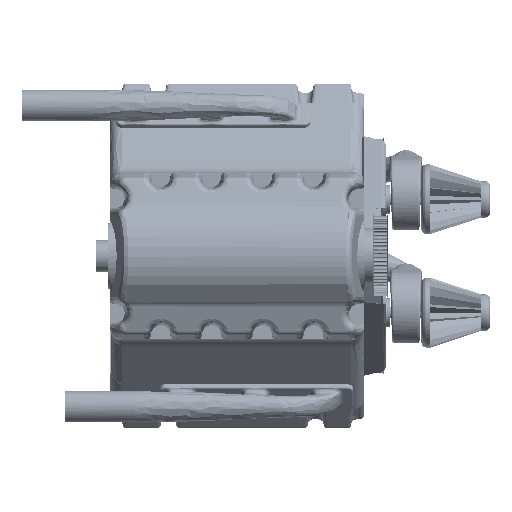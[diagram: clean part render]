
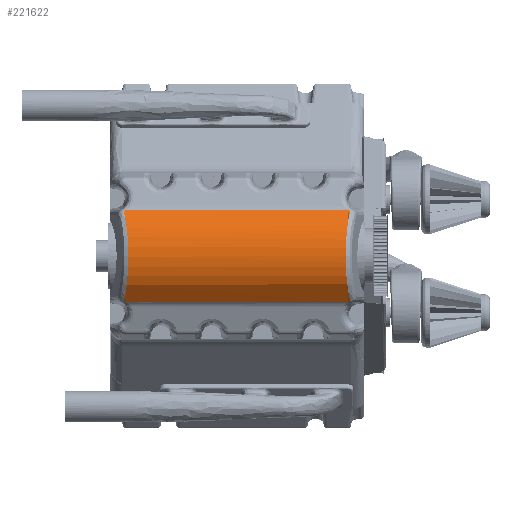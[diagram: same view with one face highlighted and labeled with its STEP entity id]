
A CAD part, front view. The second image highlights one B-rep face of the part: STEP entity #221622.
In plain terms, the highlighted free-form (B-spline) face has degree [2, 1] with [3, 2] control points.
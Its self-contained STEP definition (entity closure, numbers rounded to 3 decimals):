
#218917 = EDGE_CURVE('',#218918,#218920,#218922,.T.);
#218918 = VERTEX_POINT('',#218919);
#218919 = CARTESIAN_POINT('',(300.011,-186.468,
    0.));
#218920 = VERTEX_POINT('',#218921);
#218921 = CARTESIAN_POINT('',(313.185,-131.838,
    131.868));
#218922 = ( BOUNDED_CURVE() B_SPLINE_CURVE(3,(#218923,#218924,#218925,
#218926),.UNSPECIFIED.,.F.,.F.) B_SPLINE_CURVE_WITH_KNOTS((4,4),(0.,
0.786),.PIECEWISE_BEZIER_KNOTS.) CURVE() 
GEOMETRIC_REPRESENTATION_ITEM() RATIONAL_B_SPLINE_CURVE((1.,
0.949,0.949,1.)) REPRESENTATION_ITEM('') );
#218923 = CARTESIAN_POINT('',(300.011,-186.468,
    0.));
#218924 = CARTESIAN_POINT('',(300.011,-186.468,
    50.123));
#218925 = CARTESIAN_POINT('',(304.637,-167.285,
    96.429));
#218926 = CARTESIAN_POINT('',(313.185,-131.838,
    131.868));
#221622 = ADVANCED_FACE('',(#221623),#221692,.T.);
#221623 = FACE_BOUND('',#221624,.T.);
#221624 = EDGE_LOOP('',(#221625,#221634,#221635,#221644,#221651,#221660,
    #221669,#221678,#221685));
#221625 = ORIENTED_EDGE('',*,*,#221626,.T.);
#221626 = EDGE_CURVE('',#221627,#218918,#221629,.T.);
#221627 = VERTEX_POINT('',#221628);
#221628 = CARTESIAN_POINT('',(313.185,-131.838,
    -131.868));
#221629 = ( BOUNDED_CURVE() B_SPLINE_CURVE(3,(#221630,#221631,#221632,
#221633),.UNSPECIFIED.,.F.,.F.) B_SPLINE_CURVE_WITH_KNOTS((4,4),(
5.498,6.283),.PIECEWISE_BEZIER_KNOTS.) CURVE() 
GEOMETRIC_REPRESENTATION_ITEM() RATIONAL_B_SPLINE_CURVE((1.,
0.949,0.949,1.)) REPRESENTATION_ITEM('') );
#221630 = CARTESIAN_POINT('',(313.185,-131.838,
    -131.868));
#221631 = CARTESIAN_POINT('',(304.637,-167.285,
    -96.429));
#221632 = CARTESIAN_POINT('',(300.011,-186.468,
    -50.123));
#221633 = CARTESIAN_POINT('',(300.011,-186.468,
    0.));
#221634 = ORIENTED_EDGE('',*,*,#218917,.T.);
#221635 = ORIENTED_EDGE('',*,*,#221636,.T.);
#221636 = EDGE_CURVE('',#218920,#221637,#221639,.T.);
#221637 = VERTEX_POINT('',#221638);
#221638 = CARTESIAN_POINT('',(307.474,-127.548,
    136.022));
#221639 = B_SPLINE_CURVE_WITH_KNOTS('',3,(#221640,#221641,#221642,
    #221643),.UNSPECIFIED.,.F.,.F.,(4,4),(0.,0.006),
  .PIECEWISE_BEZIER_KNOTS.);
#221640 = CARTESIAN_POINT('',(313.185,-131.838,
    131.868));
#221641 = CARTESIAN_POINT('',(311.113,-130.545,
    133.161));
#221642 = CARTESIAN_POINT('',(309.218,-129.112,
    134.555));
#221643 = CARTESIAN_POINT('',(307.474,-127.548,
    136.022));
#221644 = ORIENTED_EDGE('',*,*,#221645,.T.);
#221645 = EDGE_CURVE('',#221637,#221646,#221648,.T.);
#221646 = VERTEX_POINT('',#221647);
#221647 = CARTESIAN_POINT('',(-344.768,-127.548,
    136.022));
#221648 = B_SPLINE_CURVE_WITH_KNOTS('',1,(#221649,#221650),
  .UNSPECIFIED.,.F.,.F.,(2,2),(869.2,1313.429),
  .PIECEWISE_BEZIER_KNOTS.);
#221649 = CARTESIAN_POINT('',(307.474,-127.548,
    136.022));
#221650 = CARTESIAN_POINT('',(-344.768,-127.548,
    136.022));
#221651 = ORIENTED_EDGE('',*,*,#221652,.T.);
#221652 = EDGE_CURVE('',#221646,#221653,#221655,.T.);
#221653 = VERTEX_POINT('',#221654);
#221654 = CARTESIAN_POINT('',(-350.478,-131.838,
    131.868));
#221655 = B_SPLINE_CURVE_WITH_KNOTS('',3,(#221656,#221657,#221658,
    #221659),.UNSPECIFIED.,.F.,.F.,(4,4),(0.,0.006),
  .PIECEWISE_BEZIER_KNOTS.);
#221656 = CARTESIAN_POINT('',(-344.768,-127.548,
    136.022));
#221657 = CARTESIAN_POINT('',(-346.512,-129.112,
    134.555));
#221658 = CARTESIAN_POINT('',(-348.406,-130.545,
    133.161));
#221659 = CARTESIAN_POINT('',(-350.478,-131.838,
    131.868));
#221660 = ORIENTED_EDGE('',*,*,#221661,.T.);
#221661 = EDGE_CURVE('',#221653,#221662,#221664,.T.);
#221662 = VERTEX_POINT('',#221663);
#221663 = CARTESIAN_POINT('',(-350.478,-131.838,
    -131.868));
#221664 = ( BOUNDED_CURVE() B_SPLINE_CURVE(3,(#221665,#221666,#221667,
#221668),.UNSPECIFIED.,.F.,.F.) B_SPLINE_CURVE_WITH_KNOTS((4,4),(
2.356,3.927),.PIECEWISE_BEZIER_KNOTS.) CURVE() 
GEOMETRIC_REPRESENTATION_ITEM() RATIONAL_B_SPLINE_CURVE((1.,
0.805,0.805,1.)) REPRESENTATION_ITEM('') );
#221665 = CARTESIAN_POINT('',(-350.478,-131.838,
    131.868));
#221666 = CARTESIAN_POINT('',(-331.847,-209.098,
    54.625));
#221667 = CARTESIAN_POINT('',(-331.847,-209.098,
    -54.625));
#221668 = CARTESIAN_POINT('',(-350.478,-131.838,
    -131.868));
#221669 = ORIENTED_EDGE('',*,*,#221670,.T.);
#221670 = EDGE_CURVE('',#221662,#221671,#221673,.T.);
#221671 = VERTEX_POINT('',#221672);
#221672 = CARTESIAN_POINT('',(-344.768,-127.548,
    -136.022));
#221673 = B_SPLINE_CURVE_WITH_KNOTS('',3,(#221674,#221675,#221676,
    #221677),.UNSPECIFIED.,.F.,.F.,(4,4),(0.,0.006),
  .PIECEWISE_BEZIER_KNOTS.);
#221674 = CARTESIAN_POINT('',(-350.478,-131.838,
    -131.868));
#221675 = CARTESIAN_POINT('',(-348.406,-130.545,
    -133.161));
#221676 = CARTESIAN_POINT('',(-346.512,-129.112,
    -134.555));
#221677 = CARTESIAN_POINT('',(-344.768,-127.548,
    -136.022));
#221678 = ORIENTED_EDGE('',*,*,#221679,.T.);
#221679 = EDGE_CURVE('',#221671,#221680,#221682,.T.);
#221680 = VERTEX_POINT('',#221681);
#221681 = CARTESIAN_POINT('',(307.474,-127.548,
    -136.022));
#221682 = B_SPLINE_CURVE_WITH_KNOTS('',1,(#221683,#221684),
  .UNSPECIFIED.,.F.,.F.,(2,2),(-1313.429,-869.2),
  .PIECEWISE_BEZIER_KNOTS.);
#221683 = CARTESIAN_POINT('',(-344.768,-127.548,
    -136.022));
#221684 = CARTESIAN_POINT('',(307.474,-127.548,
    -136.022));
#221685 = ORIENTED_EDGE('',*,*,#221686,.T.);
#221686 = EDGE_CURVE('',#221680,#221627,#221687,.T.);
#221687 = B_SPLINE_CURVE_WITH_KNOTS('',3,(#221688,#221689,#221690,
    #221691),.UNSPECIFIED.,.F.,.F.,(4,4),(0.,
    0.006),.PIECEWISE_BEZIER_KNOTS.);
#221688 = CARTESIAN_POINT('',(307.474,-127.548,
    -136.022));
#221689 = CARTESIAN_POINT('',(309.218,-129.112,
    -134.555));
#221690 = CARTESIAN_POINT('',(311.113,-130.545,
    -133.161));
#221691 = CARTESIAN_POINT('',(313.185,-131.838,
    -131.868));
#221692 = ( BOUNDED_SURFACE() B_SPLINE_SURFACE(2,1,(
    (#221693,#221694)
    ,(#221695,#221696)
    ,(#221697,#221698
)),.UNSPECIFIED.,.F.,.F.,.F.) B_SPLINE_SURFACE_WITH_KNOTS((3,3),(2,2),(
    3.895,5.53),(865.311,1317.319),
.PIECEWISE_BEZIER_KNOTS.) GEOMETRIC_REPRESENTATION_ITEM() 
RATIONAL_B_SPLINE_SURFACE((
    (1.,1.)
    ,(0.684,0.684)
,(1.,1.))) REPRESENTATION_ITEM('') SURFACE() );
#221693 = CARTESIAN_POINT('',(313.185,-127.548,
    -136.022));
#221694 = CARTESIAN_POINT('',(-350.478,-127.548,
    -136.022));
#221695 = CARTESIAN_POINT('',(313.185,-272.606,
    0.));
#221696 = CARTESIAN_POINT('',(-350.478,-272.606,
    0.));
#221697 = CARTESIAN_POINT('',(313.185,-127.548,
    136.022));
#221698 = CARTESIAN_POINT('',(-350.478,-127.548,
    136.022));
